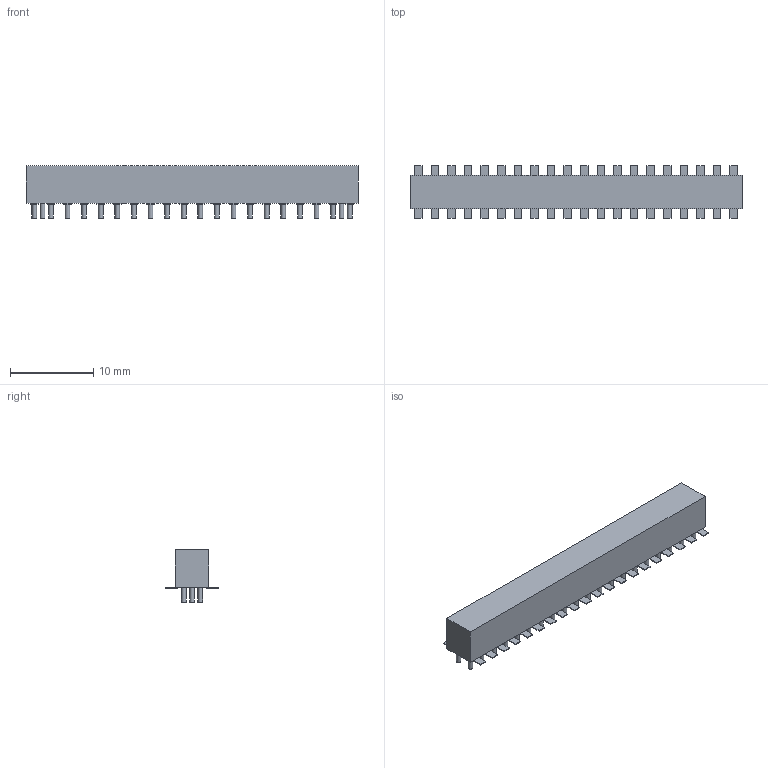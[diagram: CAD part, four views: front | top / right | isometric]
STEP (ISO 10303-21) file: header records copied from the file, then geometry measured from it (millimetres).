
FILE_DESCRIPTION(('FreeCAD Model'),'2;1');
FILE_NAME('727917.1.6.stp','2020-04-09T07:54:56',( 'Author'),(''),'Open CASCADE STEP processor 6.9','FreeCAD','Unknown' );
FILE_SCHEMA(('AUTOMOTIVE_DESIGN { 1 0 10303 214 1 1 1 1 }'));
Length unit declared in the file: millimetre
Products named in the file (4): ASSEMBLY; Body; Pins; Lugs
Assembly tree (44 placements, depth 2):
  ASSEMBLY
    Body
    Pins
    Lugs  x42
Bounding box: 40 x 6.33 x 6.3 mm (x, y, z)
Volume: 1507.3 mm3; surface area: 7294.6 mm2
Topology: 1805 solids, 1805 shells, 5538 faces, 5784 edges, 3856 vertices
Faces by surface type: plane 3774, cylinder 1764
Full cylindrical faces by diameter (mm): 0.56 x1764
Entity records: 17560 total; most frequent: DIRECTION 2772, CARTESIAN_POINT 2683, LINE 1686, VECTOR 1686, ORIENTED_EDGE 1236, PCURVE 1236, DEFINITIONAL_REPRESENTATION 1236, EDGE_CURVE 618
